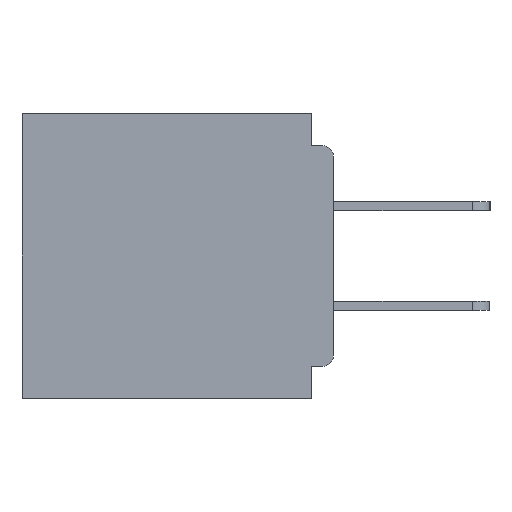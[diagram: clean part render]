
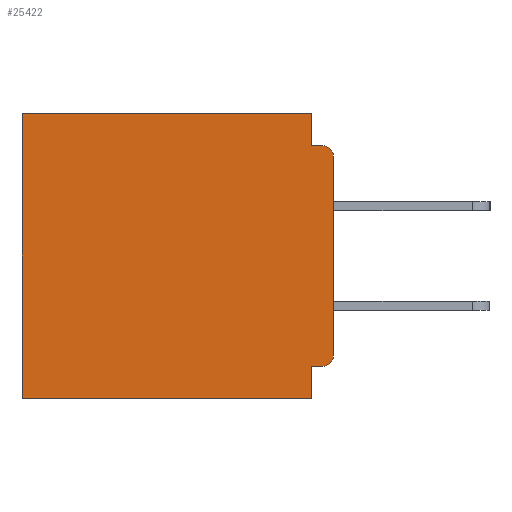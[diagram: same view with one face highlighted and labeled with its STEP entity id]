
A CAD part, left-side view. The second image highlights one B-rep face of the part: STEP entity #25422.
In plain terms, the highlighted planar face has unit normal (-1, 0, 0).
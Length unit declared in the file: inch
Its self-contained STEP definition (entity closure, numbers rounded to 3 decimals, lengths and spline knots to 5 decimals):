
#95 = VERTEX_POINT ( 'NONE', #33506 ) ;
#111 = EDGE_CURVE ( 'NONE', #2934, #26844, #19033, .T. ) ;
#154 = LINE ( 'NONE', #36570, #15720 ) ;
#601 = VERTEX_POINT ( 'NONE', #13094 ) ;
#619 = EDGE_CURVE ( 'NONE', #3552, #4004, #33826, .T. ) ;
#2488 = CARTESIAN_POINT ( 'NONE',  ( 0.3, 0., -0.045 ) ) ;
#2851 = DIRECTION ( 'NONE',  ( -1., 0., 0. ) ) ;
#2934 = VERTEX_POINT ( 'NONE', #34131 ) ;
#3089 = CARTESIAN_POINT ( 'NONE',  ( 0.3, 0.031, -0.4 ) ) ;
#3125 = PLANE ( 'NONE',  #25860 ) ;
#3519 = VECTOR ( 'NONE', #13158, 39.37008 ) ;
#3552 = VERTEX_POINT ( 'NONE', #35042 ) ;
#3645 = ORIENTED_EDGE ( 'NONE', *, *, #26405, .F. ) ;
#4004 = VERTEX_POINT ( 'NONE', #37405 ) ;
#4449 = EDGE_CURVE ( 'NONE', #3552, #95, #15283, .T. ) ;
#4779 = DIRECTION ( 'NONE',  ( 0., 0., -1. ) ) ;
#4883 = ORIENTED_EDGE ( 'NONE', *, *, #24321, .F. ) ;
#5832 = DIRECTION ( 'NONE',  ( 0., 1., 0. ) ) ;
#5858 = FACE_OUTER_BOUND ( 'NONE', #36670, .T. ) ;
#7035 = VECTOR ( 'NONE', #29386, 39.37008 ) ;
#7085 = VECTOR ( 'NONE', #36912, 39.37008 ) ;
#7268 = DIRECTION ( 'NONE',  ( -1., 0., 0. ) ) ;
#7827 = VERTEX_POINT ( 'NONE', #11211 ) ;
#8597 = EDGE_CURVE ( 'NONE', #20288, #30348, #38183, .T. ) ;
#9365 = EDGE_CURVE ( 'NONE', #4004, #26844, #34785, .T. ) ;
#11211 = CARTESIAN_POINT ( 'NONE',  ( 0.3, 0.031, -0.4 ) ) ;
#11240 = EDGE_CURVE ( 'NONE', #20288, #24335, #38869, .T. ) ;
#11862 = CARTESIAN_POINT ( 'NONE',  ( 0.3, 0.031, -0.355 ) ) ;
#12531 = DIRECTION ( 'NONE',  ( 0., 0., -1. ) ) ;
#12866 = ORIENTED_EDGE ( 'NONE', *, *, #111, .T. ) ;
#13094 = CARTESIAN_POINT ( 'NONE',  ( 0.3, 0.437, -0.4 ) ) ;
#13148 = DIRECTION ( 'NONE',  ( 0., 0., -1. ) ) ;
#13158 = DIRECTION ( 'NONE',  ( 0., 0., -1. ) ) ;
#13663 = ORIENTED_EDGE ( 'NONE', *, *, #4449, .T. ) ;
#14574 = ORIENTED_EDGE ( 'NONE', *, *, #9365, .F. ) ;
#15079 = VECTOR ( 'NONE', #5832, 39.37008 ) ;
#15283 = LINE ( 'NONE', #20987, #7035 ) ;
#15720 = VECTOR ( 'NONE', #39588, 39.37008 ) ;
#17436 = CARTESIAN_POINT ( 'NONE',  ( 0.3, 0., -0.355 ) ) ;
#18041 = LINE ( 'NONE', #22282, #3519 ) ;
#18500 = AXIS2_PLACEMENT_3D ( 'NONE', #25742, #7268, #28824 ) ;
#18544 = CARTESIAN_POINT ( 'NONE',  ( 0.3, 0.015, -0.355 ) ) ;
#19033 = CIRCLE ( 'NONE', #32522, 0.015 ) ;
#19449 = ORIENTED_EDGE ( 'NONE', *, *, #11240, .T. ) ;
#20061 = CARTESIAN_POINT ( 'NONE',  ( 0.3, 0.031, 0. ) ) ;
#20278 = CARTESIAN_POINT ( 'NONE',  ( 0.3, 0.015, -0.045 ) ) ;
#20288 = VERTEX_POINT ( 'NONE', #18544 ) ;
#20987 = CARTESIAN_POINT ( 'NONE',  ( 0.3, 0., 0. ) ) ;
#21997 = VECTOR ( 'NONE', #29772, 39.37008 ) ;
#22099 = CARTESIAN_POINT ( 'NONE',  ( 0.3, 0.015, -0.06 ) ) ;
#22282 = CARTESIAN_POINT ( 'NONE',  ( 0.3, 0., -0.4 ) ) ;
#24087 = DIRECTION ( 'NONE',  ( 0., -1., 0. ) ) ;
#24321 = EDGE_CURVE ( 'NONE', #2934, #24335, #18041, .T. ) ;
#24335 = VERTEX_POINT ( 'NONE', #25484 ) ;
#24451 = LINE ( 'NONE', #3089, #7085 ) ;
#24453 = ORIENTED_EDGE ( 'NONE', *, *, #32409, .F. ) ;
#25159 = LINE ( 'NONE', #36407, #15079 ) ;
#25422 = ADVANCED_FACE ( 'NONE', ( #5858 ), #3125, .F. ) ;
#25484 = CARTESIAN_POINT ( 'NONE',  ( 0.3, 0., -0.34 ) ) ;
#25742 = CARTESIAN_POINT ( 'NONE',  ( 0.3, 0.015, -0.34 ) ) ;
#25860 = AXIS2_PLACEMENT_3D ( 'NONE', #33758, #30860, #12531 ) ;
#26405 = EDGE_CURVE ( 'NONE', #7827, #601, #25159, .T. ) ;
#26726 = VECTOR ( 'NONE', #24087, 39.37008 ) ;
#26786 = ORIENTED_EDGE ( 'NONE', *, *, #619, .F. ) ;
#26844 = VERTEX_POINT ( 'NONE', #20278 ) ;
#28824 = DIRECTION ( 'NONE',  ( 0., 0., -1. ) ) ;
#29386 = DIRECTION ( 'NONE',  ( 0., 1., 0. ) ) ;
#29772 = DIRECTION ( 'NONE',  ( 0., 1., 0. ) ) ;
#30348 = VERTEX_POINT ( 'NONE', #11862 ) ;
#30702 = ORIENTED_EDGE ( 'NONE', *, *, #33501, .T. ) ;
#30860 = DIRECTION ( 'NONE',  ( 1., 0., 0. ) ) ;
#31940 = VECTOR ( 'NONE', #13148, 39.37008 ) ;
#32409 = EDGE_CURVE ( 'NONE', #30348, #7827, #24451, .T. ) ;
#32522 = AXIS2_PLACEMENT_3D ( 'NONE', #22099, #2851, #4779 ) ;
#33501 = EDGE_CURVE ( 'NONE', #95, #601, #154, .T. ) ;
#33506 = CARTESIAN_POINT ( 'NONE',  ( 0.3, 0.437, 0. ) ) ;
#33758 = CARTESIAN_POINT ( 'NONE',  ( 0.3, 0., -0.4 ) ) ;
#33826 = LINE ( 'NONE', #20061, #31940 ) ;
#34131 = CARTESIAN_POINT ( 'NONE',  ( 0.3, 0., -0.06 ) ) ;
#34785 = LINE ( 'NONE', #2488, #26726 ) ;
#35042 = CARTESIAN_POINT ( 'NONE',  ( 0.3, 0.031, 0. ) ) ;
#36407 = CARTESIAN_POINT ( 'NONE',  ( 0.3, 0., -0.4 ) ) ;
#36570 = CARTESIAN_POINT ( 'NONE',  ( 0.3, 0.437, -0.4 ) ) ;
#36670 = EDGE_LOOP ( 'NONE', ( #4883, #12866, #14574, #26786, #13663, #30702, #3645, #24453, #39594, #19449 ) ) ;
#36912 = DIRECTION ( 'NONE',  ( 0., 0., -1. ) ) ;
#37405 = CARTESIAN_POINT ( 'NONE',  ( 0.3, 0.031, -0.045 ) ) ;
#38183 = LINE ( 'NONE', #17436, #21997 ) ;
#38869 = CIRCLE ( 'NONE', #18500, 0.015 ) ;
#39588 = DIRECTION ( 'NONE',  ( 0., 0., -1. ) ) ;
#39594 = ORIENTED_EDGE ( 'NONE', *, *, #8597, .F. ) ;
